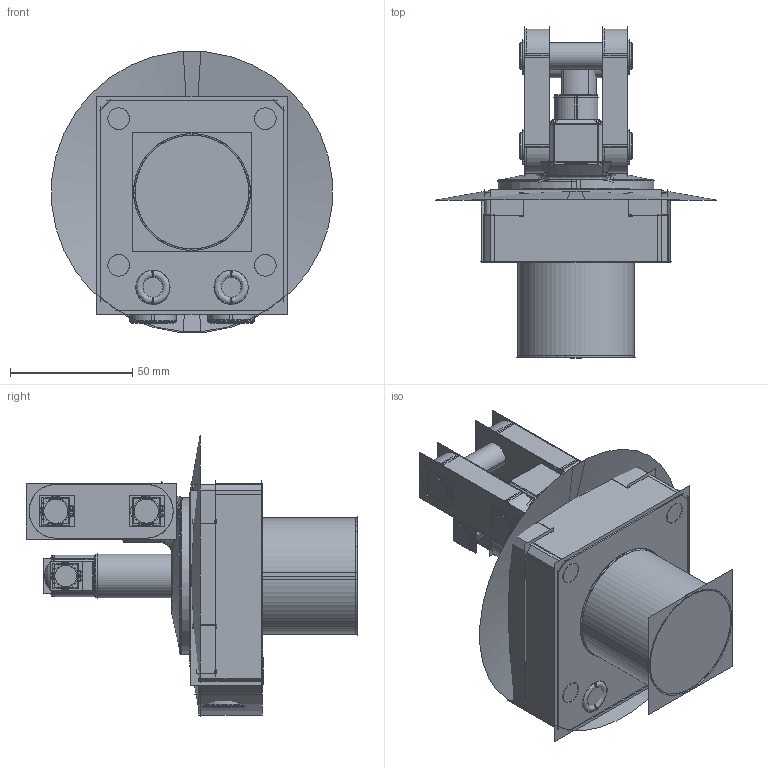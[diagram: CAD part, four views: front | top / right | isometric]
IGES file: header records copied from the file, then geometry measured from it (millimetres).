
Start section:  PTC IGES file: ilcmv41622200.igs
Global section: file name: ilcmv41622200.igs; native system: Creo Parametric by Parametric Technology Corporation; preprocessor: 2013320; author: ngp; organization: Unknown; date: 20181106.144658; units: millimetre
Bounding box: 114.83 x 135.75 x 115.03 mm (x, y, z)
Surface area: 144301.6 mm2 (no closed solid volume)
Topology: 0 solids, 0 shells, 774 faces, 9763 edges, 11970 vertices
Faces by surface type: revolution 490, bspline 284
